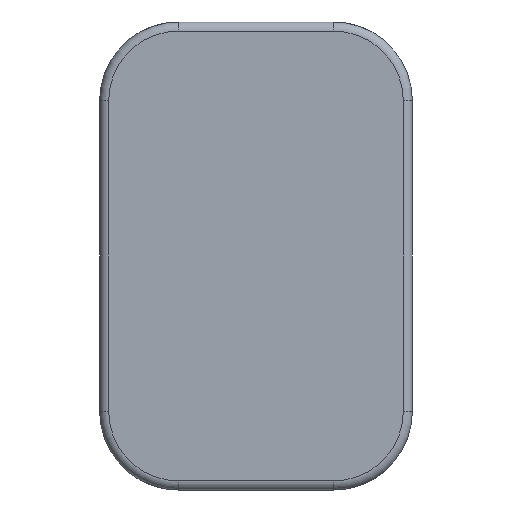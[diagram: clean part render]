
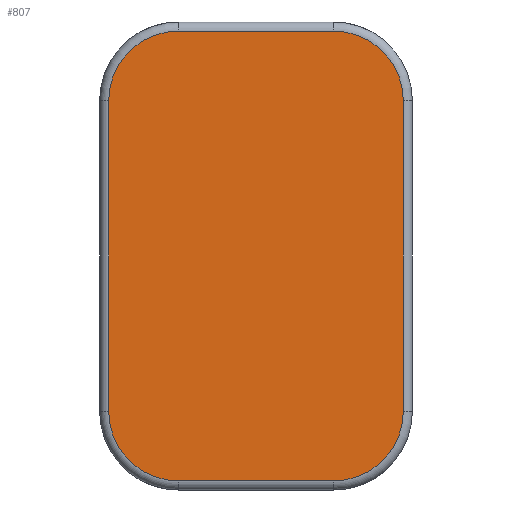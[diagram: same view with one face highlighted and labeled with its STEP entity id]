
A CAD part, front view. The second image highlights one B-rep face of the part: STEP entity #807.
In plain terms, the highlighted face is planar.
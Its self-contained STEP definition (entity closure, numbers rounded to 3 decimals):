
#11 = EDGE_LOOP ( 'NONE', ( #17, #3036, #2313, #2418, #584, #941, #1368, #2610 ) ) ;
#13 = CARTESIAN_POINT ( 'NONE',  ( -5.125, 10.25, 22.7 ) ) ;
#17 = ORIENTED_EDGE ( 'NONE', *, *, #720, .T. ) ;
#74 = CIRCLE ( 'NONE', #3150, 4.6 ) ;
#78 = CIRCLE ( 'NONE', #2257, 4.6 ) ;
#95 = DIRECTION ( 'NONE',  ( 1., 0., 0. ) ) ;
#130 = CARTESIAN_POINT ( 'NONE',  ( -5.125, -14.85, 22.7 ) ) ;
#134 = CARTESIAN_POINT ( 'NONE',  ( -5.125, -14.85, 22.7 ) ) ;
#140 = AXIS2_PLACEMENT_3D ( 'NONE', #612, #640, #380 ) ;
#173 = EDGE_CURVE ( 'NONE', #1619, #390, #920, .T. ) ;
#270 = FACE_OUTER_BOUND ( 'NONE', #11, .T. ) ;
#273 = VERTEX_POINT ( 'NONE', #1615 ) ;
#296 = DIRECTION ( 'NONE',  ( 0., 0., 1. ) ) ;
#307 = DIRECTION ( 'NONE',  ( -1., 0., 0. ) ) ;
#380 = DIRECTION ( 'NONE',  ( -1., 0., 0. ) ) ;
#390 = VERTEX_POINT ( 'NONE', #556 ) ;
#418 = LINE ( 'NONE', #130, #3064 ) ;
#532 = EDGE_CURVE ( 'NONE', #2999, #273, #1433, .T. ) ;
#550 = DIRECTION ( 'NONE',  ( 0., 0., 1. ) ) ;
#556 = CARTESIAN_POINT ( 'NONE',  ( -5.125, 14.85, 22.7 ) ) ;
#584 = ORIENTED_EDGE ( 'NONE', *, *, #173, .T. ) ;
#590 = DIRECTION ( 'NONE',  ( 0., 1., 0. ) ) ;
#593 = DIRECTION ( 'NONE',  ( 0., 0., -1. ) ) ;
#612 = CARTESIAN_POINT ( 'NONE',  ( -5.125, -10.25, 22.7 ) ) ;
#640 = DIRECTION ( 'NONE',  ( 0., 0., 1. ) ) ;
#720 = EDGE_CURVE ( 'NONE', #2388, #1294, #418, .T. ) ;
#741 = VECTOR ( 'NONE', #307, 1000. ) ;
#807 = ADVANCED_FACE ( 'NONE', ( #270 ), #900, .F. ) ;
#887 = EDGE_CURVE ( 'NONE', #1844, #2388, #2415, .T. ) ;
#900 = PLANE ( 'NONE',  #2975 ) ;
#920 = LINE ( 'NONE', #3281, #741 ) ;
#941 = ORIENTED_EDGE ( 'NONE', *, *, #1237, .T. ) ;
#1237 = EDGE_CURVE ( 'NONE', #390, #2599, #1779, .T. ) ;
#1294 = VERTEX_POINT ( 'NONE', #3291 ) ;
#1368 = ORIENTED_EDGE ( 'NONE', *, *, #1983, .T. ) ;
#1433 = LINE ( 'NONE', #2325, #2029 ) ;
#1443 = DIRECTION ( 'NONE',  ( -1., 0., 0. ) ) ;
#1460 = DIRECTION ( 'NONE',  ( 0., 0., 1. ) ) ;
#1580 = DIRECTION ( 'NONE',  ( -1., 0., 0. ) ) ;
#1615 = CARTESIAN_POINT ( 'NONE',  ( 9.725, 10.25, 22.7 ) ) ;
#1619 = VERTEX_POINT ( 'NONE', #3158 ) ;
#1628 = DIRECTION ( 'NONE',  ( -1., 0., 0. ) ) ;
#1673 = CARTESIAN_POINT ( 'NONE',  ( 5.125, -10.25, 22.7 ) ) ;
#1779 = CIRCLE ( 'NONE', #3133, 4.6 ) ;
#1844 = VERTEX_POINT ( 'NONE', #2720 ) ;
#1855 = CARTESIAN_POINT ( 'NONE',  ( 5.125, 10.25, 22.7 ) ) ;
#1856 = CARTESIAN_POINT ( 'NONE',  ( -5.125, 10.25, 22.7 ) ) ;
#1864 = CARTESIAN_POINT ( 'NONE',  ( -9.725, 10.25, 22.7 ) ) ;
#1983 = EDGE_CURVE ( 'NONE', #2599, #1844, #2780, .T. ) ;
#2029 = VECTOR ( 'NONE', #590, 1000. ) ;
#2111 = DIRECTION ( 'NONE',  ( -1., 0., 0. ) ) ;
#2116 = VECTOR ( 'NONE', #2447, 1000. ) ;
#2169 = EDGE_CURVE ( 'NONE', #1294, #2999, #78, .T. ) ;
#2257 = AXIS2_PLACEMENT_3D ( 'NONE', #1673, #1460, #1443 ) ;
#2313 = ORIENTED_EDGE ( 'NONE', *, *, #532, .T. ) ;
#2325 = CARTESIAN_POINT ( 'NONE',  ( 9.725, 10.25, 22.7 ) ) ;
#2388 = VERTEX_POINT ( 'NONE', #134 ) ;
#2415 = CIRCLE ( 'NONE', #140, 4.6 ) ;
#2418 = ORIENTED_EDGE ( 'NONE', *, *, #2591, .T. ) ;
#2447 = DIRECTION ( 'NONE',  ( 0., -1., 0. ) ) ;
#2591 = EDGE_CURVE ( 'NONE', #273, #1619, #74, .T. ) ;
#2599 = VERTEX_POINT ( 'NONE', #1864 ) ;
#2610 = ORIENTED_EDGE ( 'NONE', *, *, #887, .T. ) ;
#2720 = CARTESIAN_POINT ( 'NONE',  ( -9.725, -10.25, 22.7 ) ) ;
#2780 = LINE ( 'NONE', #2895, #2116 ) ;
#2889 = CARTESIAN_POINT ( 'NONE',  ( 9.725, -10.25, 22.7 ) ) ;
#2895 = CARTESIAN_POINT ( 'NONE',  ( -9.725, 10.25, 22.7 ) ) ;
#2975 = AXIS2_PLACEMENT_3D ( 'NONE', #1856, #593, #1580 ) ;
#2999 = VERTEX_POINT ( 'NONE', #2889 ) ;
#3036 = ORIENTED_EDGE ( 'NONE', *, *, #2169, .T. ) ;
#3064 = VECTOR ( 'NONE', #95, 1000. ) ;
#3133 = AXIS2_PLACEMENT_3D ( 'NONE', #13, #550, #1628 ) ;
#3150 = AXIS2_PLACEMENT_3D ( 'NONE', #1855, #296, #2111 ) ;
#3158 = CARTESIAN_POINT ( 'NONE',  ( 5.125, 14.85, 22.7 ) ) ;
#3281 = CARTESIAN_POINT ( 'NONE',  ( -5.125, 14.85, 22.7 ) ) ;
#3291 = CARTESIAN_POINT ( 'NONE',  ( 5.125, -14.85, 22.7 ) ) ;
